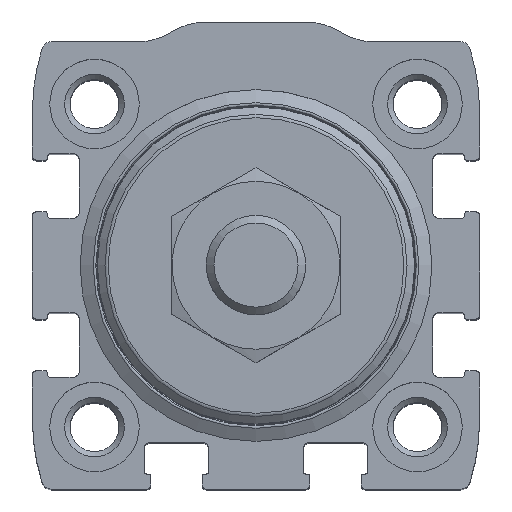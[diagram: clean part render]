
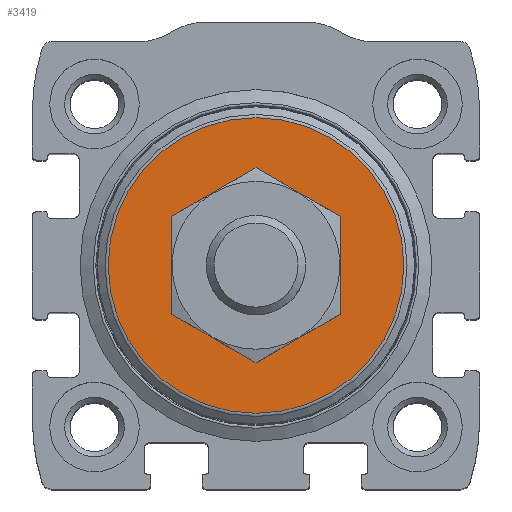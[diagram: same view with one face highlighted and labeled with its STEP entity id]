
A CAD part, top view. The second image highlights one B-rep face of the part: STEP entity #3419.
In plain terms, the highlighted planar face has unit normal (0, 0, 1).
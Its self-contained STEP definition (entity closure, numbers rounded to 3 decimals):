
#260=CIRCLE('',#3845,14.875);
#261=CIRCLE('',#3847,6.173);
#1181=ORIENTED_EDGE('',*,*,#1699,.T.);
#1182=ORIENTED_EDGE('',*,*,#1698,.F.);
#1698=EDGE_CURVE('',#2044,#2044,#260,.T.);
#1699=EDGE_CURVE('',#2045,#2045,#261,.T.);
#2044=VERTEX_POINT('',#5855);
#2045=VERTEX_POINT('',#5858);
#2799=EDGE_LOOP('',(#1181));
#2800=EDGE_LOOP('',(#1182));
#3095=FACE_BOUND('',#2799,.T.);
#3096=FACE_BOUND('',#2800,.T.);
#3228=PLANE('',#3846);
#3419=ADVANCED_FACE('',(#3095,#3096),#3228,.T.);
#3845=AXIS2_PLACEMENT_3D('',#5854,#4841,#4842);
#3846=AXIS2_PLACEMENT_3D('',#5856,#4843,#4844);
#3847=AXIS2_PLACEMENT_3D('',#5857,#4845,#4846);
#4841=DIRECTION('',(0.,0.,-1.));
#4842=DIRECTION('',(-1.,0.,0.));
#4843=DIRECTION('',(0.,0.,1.));
#4844=DIRECTION('',(1.,0.,0.));
#4845=DIRECTION('',(0.,0.,-1.));
#4846=DIRECTION('',(-1.,0.,0.));
#5854=CARTESIAN_POINT('',(0.,0.,52.8));
#5855=CARTESIAN_POINT('',(-14.875,0.,52.8));
#5856=CARTESIAN_POINT('',(0.,14.875,52.8));
#5857=CARTESIAN_POINT('',(0.,0.,52.8));
#5858=CARTESIAN_POINT('',(-6.173,0.,52.8));
